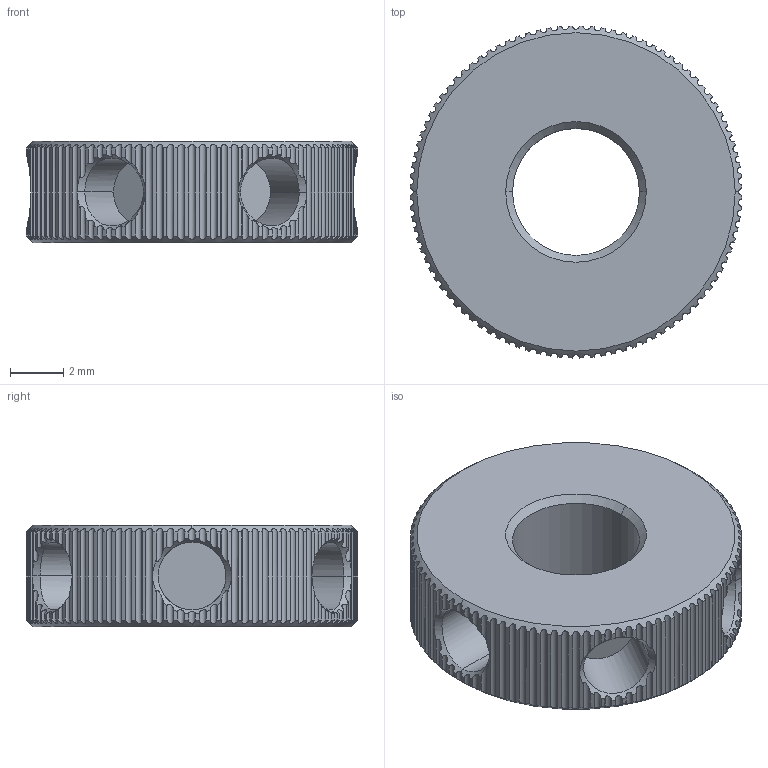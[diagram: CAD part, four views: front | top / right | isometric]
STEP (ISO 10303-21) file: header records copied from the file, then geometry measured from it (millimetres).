
FILE_DESCRIPTION (( 'STEP AP214' ), '1' );
FILE_NAME ('TTN045710-E0W.STEP', '2015-08-27T13:10:10', ( 'admin' ), ( '' ), 'SwSTEP 2.0', 'SolidWorks 2014', '' );
FILE_SCHEMA (( 'AUTOMOTIVE_DESIGN' ));
Length unit declared in the file: inch
Products named in the file (1): TTN045710-E0W
Bounding box: 12.44 x 12.44 x 3.81 mm (x, y, z)
Volume: 308.9 mm3; surface area: 539.2 mm2
Topology: 1 solids, 1 shells, 380 faces, 1121 edges, 743 vertices
Faces by surface type: cylinder 352, bspline 12, cone 8, plane 8
Entity records: 26974 total; most frequent: CARTESIAN_POINT 12752, ORIENTED_EDGE 2242, DIRECTION 1536, EDGE_CURVE 1121, VERTEX_POINT 743, AXIS2_PLACEMENT_3D 585, B_SPLINE_CURVE_WITH_KNOTS 539, UNCERTAINTY_MEASURE_WITH_UNIT 383
